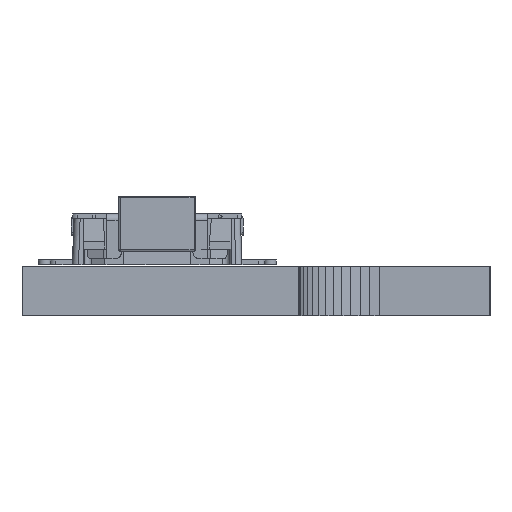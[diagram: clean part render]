
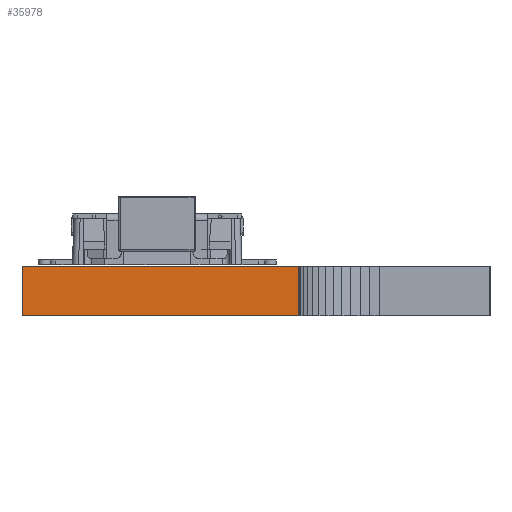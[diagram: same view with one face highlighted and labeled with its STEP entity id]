
A CAD part, left-side view. The second image highlights one B-rep face of the part: STEP entity #35978.
In plain terms, the highlighted planar face has unit normal (-1, 0, 0).
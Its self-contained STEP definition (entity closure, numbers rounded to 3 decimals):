
#32721 = PLANE('',#32722);
#32722 = AXIS2_PLACEMENT_3D('',#32723,#32724,#32725);
#32723 = CARTESIAN_POINT('',(-4.264,8.47,1.6));
#32724 = DIRECTION('',(-0.,-0.,-1.));
#32725 = DIRECTION('',(-1.,0.,0.));
#32775 = PLANE('',#32776);
#32776 = AXIS2_PLACEMENT_3D('',#32777,#32778,#32779);
#32777 = CARTESIAN_POINT('',(-4.264,8.47,0.));
#32778 = DIRECTION('',(-0.,-0.,-1.));
#32779 = DIRECTION('',(-1.,0.,0.));
#35870 = PLANE('',#35871);
#35871 = AXIS2_PLACEMENT_3D('',#35872,#35873,#35874);
#35872 = CARTESIAN_POINT('',(-2.63,6.23,0.));
#35873 = DIRECTION('',(0.,-1.,0.));
#35874 = DIRECTION('',(-1.,0.,0.));
#35908 = VERTEX_POINT('',#35909);
#35909 = CARTESIAN_POINT('',(-18.3,6.23,1.6));
#35930 = EDGE_CURVE('',#35931,#35908,#35933,.T.);
#35931 = VERTEX_POINT('',#35932);
#35932 = CARTESIAN_POINT('',(-18.3,6.23,0.));
#35933 = SURFACE_CURVE('',#35934,(#35938,#35945),.PCURVE_S1.);
#35934 = LINE('',#35935,#35936);
#35935 = CARTESIAN_POINT('',(-18.3,6.23,0.));
#35936 = VECTOR('',#35937,1.);
#35937 = DIRECTION('',(0.,0.,1.));
#35938 = PCURVE('',#35870,#35939);
#35939 = DEFINITIONAL_REPRESENTATION('',(#35940),#35944);
#35940 = LINE('',#35941,#35942);
#35941 = CARTESIAN_POINT('',(15.67,0.));
#35942 = VECTOR('',#35943,1.);
#35943 = DIRECTION('',(0.,-1.));
#35944 = ( GEOMETRIC_REPRESENTATION_CONTEXT(2) 
PARAMETRIC_REPRESENTATION_CONTEXT() REPRESENTATION_CONTEXT('2D SPACE',''
  ) );
#35945 = PCURVE('',#35946,#35951);
#35946 = PLANE('',#35947);
#35947 = AXIS2_PLACEMENT_3D('',#35948,#35949,#35950);
#35948 = CARTESIAN_POINT('',(-18.3,6.23,0.));
#35949 = DIRECTION('',(-1.,0.,0.));
#35950 = DIRECTION('',(0.,1.,0.));
#35951 = DEFINITIONAL_REPRESENTATION('',(#35952),#35956);
#35952 = LINE('',#35953,#35954);
#35953 = CARTESIAN_POINT('',(0.,0.));
#35954 = VECTOR('',#35955,1.);
#35955 = DIRECTION('',(0.,-1.));
#35956 = ( GEOMETRIC_REPRESENTATION_CONTEXT(2) 
PARAMETRIC_REPRESENTATION_CONTEXT() REPRESENTATION_CONTEXT('2D SPACE',''
  ) );
#35978 = ADVANCED_FACE('',(#35979),#35946,.T.);
#35979 = FACE_BOUND('',#35980,.T.);
#35980 = EDGE_LOOP('',(#35981,#35982,#36005,#36033));
#35981 = ORIENTED_EDGE('',*,*,#35930,.T.);
#35982 = ORIENTED_EDGE('',*,*,#35983,.T.);
#35983 = EDGE_CURVE('',#35908,#35984,#35986,.T.);
#35984 = VERTEX_POINT('',#35985);
#35985 = CARTESIAN_POINT('',(-18.3,15.23,1.6));
#35986 = SURFACE_CURVE('',#35987,(#35991,#35998),.PCURVE_S1.);
#35987 = LINE('',#35988,#35989);
#35988 = CARTESIAN_POINT('',(-18.3,6.23,1.6));
#35989 = VECTOR('',#35990,1.);
#35990 = DIRECTION('',(0.,1.,0.));
#35991 = PCURVE('',#35946,#35992);
#35992 = DEFINITIONAL_REPRESENTATION('',(#35993),#35997);
#35993 = LINE('',#35994,#35995);
#35994 = CARTESIAN_POINT('',(0.,-1.6));
#35995 = VECTOR('',#35996,1.);
#35996 = DIRECTION('',(1.,0.));
#35997 = ( GEOMETRIC_REPRESENTATION_CONTEXT(2) 
PARAMETRIC_REPRESENTATION_CONTEXT() REPRESENTATION_CONTEXT('2D SPACE',''
  ) );
#35998 = PCURVE('',#32721,#35999);
#35999 = DEFINITIONAL_REPRESENTATION('',(#36000),#36004);
#36000 = LINE('',#36001,#36002);
#36001 = CARTESIAN_POINT('',(14.036,-2.239));
#36002 = VECTOR('',#36003,1.);
#36003 = DIRECTION('',(0.,1.));
#36004 = ( GEOMETRIC_REPRESENTATION_CONTEXT(2) 
PARAMETRIC_REPRESENTATION_CONTEXT() REPRESENTATION_CONTEXT('2D SPACE',''
  ) );
#36005 = ORIENTED_EDGE('',*,*,#36006,.F.);
#36006 = EDGE_CURVE('',#36007,#35984,#36009,.T.);
#36007 = VERTEX_POINT('',#36008);
#36008 = CARTESIAN_POINT('',(-18.3,15.23,0.));
#36009 = SURFACE_CURVE('',#36010,(#36014,#36021),.PCURVE_S1.);
#36010 = LINE('',#36011,#36012);
#36011 = CARTESIAN_POINT('',(-18.3,15.23,0.));
#36012 = VECTOR('',#36013,1.);
#36013 = DIRECTION('',(0.,0.,1.));
#36014 = PCURVE('',#35946,#36015);
#36015 = DEFINITIONAL_REPRESENTATION('',(#36016),#36020);
#36016 = LINE('',#36017,#36018);
#36017 = CARTESIAN_POINT('',(9.,0.));
#36018 = VECTOR('',#36019,1.);
#36019 = DIRECTION('',(0.,-1.));
#36020 = ( GEOMETRIC_REPRESENTATION_CONTEXT(2) 
PARAMETRIC_REPRESENTATION_CONTEXT() REPRESENTATION_CONTEXT('2D SPACE',''
  ) );
#36021 = PCURVE('',#36022,#36027);
#36022 = PLANE('',#36023);
#36023 = AXIS2_PLACEMENT_3D('',#36024,#36025,#36026);
#36024 = CARTESIAN_POINT('',(-18.3,15.23,0.));
#36025 = DIRECTION('',(0.,1.,0.));
#36026 = DIRECTION('',(1.,0.,0.));
#36027 = DEFINITIONAL_REPRESENTATION('',(#36028),#36032);
#36028 = LINE('',#36029,#36030);
#36029 = CARTESIAN_POINT('',(0.,0.));
#36030 = VECTOR('',#36031,1.);
#36031 = DIRECTION('',(0.,-1.));
#36032 = ( GEOMETRIC_REPRESENTATION_CONTEXT(2) 
PARAMETRIC_REPRESENTATION_CONTEXT() REPRESENTATION_CONTEXT('2D SPACE',''
  ) );
#36033 = ORIENTED_EDGE('',*,*,#36034,.F.);
#36034 = EDGE_CURVE('',#35931,#36007,#36035,.T.);
#36035 = SURFACE_CURVE('',#36036,(#36040,#36047),.PCURVE_S1.);
#36036 = LINE('',#36037,#36038);
#36037 = CARTESIAN_POINT('',(-18.3,6.23,0.));
#36038 = VECTOR('',#36039,1.);
#36039 = DIRECTION('',(0.,1.,0.));
#36040 = PCURVE('',#35946,#36041);
#36041 = DEFINITIONAL_REPRESENTATION('',(#36042),#36046);
#36042 = LINE('',#36043,#36044);
#36043 = CARTESIAN_POINT('',(0.,0.));
#36044 = VECTOR('',#36045,1.);
#36045 = DIRECTION('',(1.,0.));
#36046 = ( GEOMETRIC_REPRESENTATION_CONTEXT(2) 
PARAMETRIC_REPRESENTATION_CONTEXT() REPRESENTATION_CONTEXT('2D SPACE',''
  ) );
#36047 = PCURVE('',#32775,#36048);
#36048 = DEFINITIONAL_REPRESENTATION('',(#36049),#36053);
#36049 = LINE('',#36050,#36051);
#36050 = CARTESIAN_POINT('',(14.036,-2.239));
#36051 = VECTOR('',#36052,1.);
#36052 = DIRECTION('',(0.,1.));
#36053 = ( GEOMETRIC_REPRESENTATION_CONTEXT(2) 
PARAMETRIC_REPRESENTATION_CONTEXT() REPRESENTATION_CONTEXT('2D SPACE',''
  ) );
